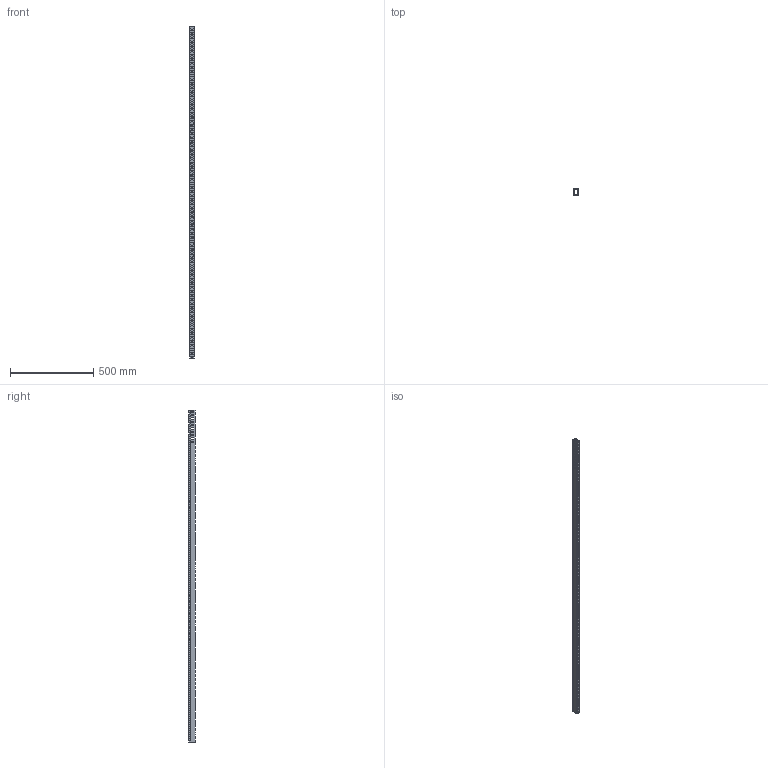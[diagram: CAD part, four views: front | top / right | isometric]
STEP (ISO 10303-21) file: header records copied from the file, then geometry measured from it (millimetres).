
FILE_DESCRIPTION (( 'STEP AP203' ), '1' );
FILE_NAME ('T1-1015W-1.step', '2023-06-22T19:14:47', ( '' ), ( '' ), 'SwSTEP 2.0', 'SolidWorks 2021', '' );
FILE_SCHEMA (( 'CONFIG_CONTROL_DESIGN' ));
Length unit declared in the file: millimetre
Products named in the file (1): T1-1015W-1
Bounding box: 25 x 40 x 2000 mm (x, y, z)
Volume: 482780.4 mm3; surface area: 572942 mm2
Topology: 2 solids, 2 shells, 945 faces, 2823 edges, 1882 vertices
Faces by surface type: plane 514, cylinder 431
Entity records: 32190 total; most frequent: CARTESIAN_POINT 6491, ORIENTED_EDGE 5646, DIRECTION 5137, EDGE_CURVE 2823, VERTEX_POINT 1882, LINE 1841, VECTOR 1841, AXIS2_PLACEMENT_3D 1648
